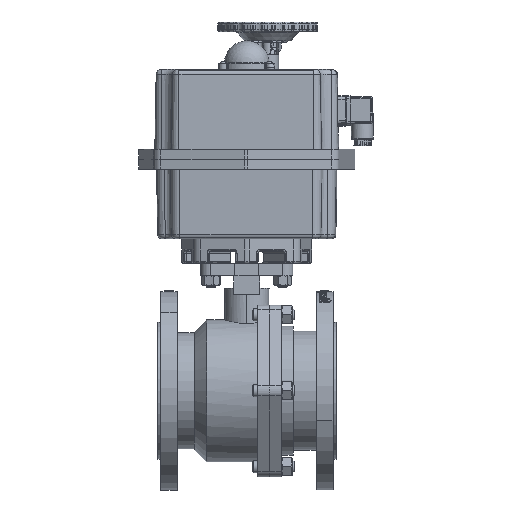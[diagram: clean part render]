
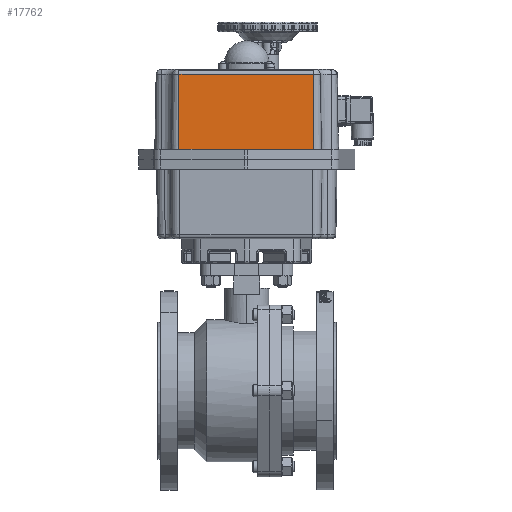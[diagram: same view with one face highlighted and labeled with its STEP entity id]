
A CAD part, left-side view. The second image highlights one B-rep face of the part: STEP entity #17762.
In plain terms, the highlighted planar face has unit normal (-1, 0.005, 0.018).
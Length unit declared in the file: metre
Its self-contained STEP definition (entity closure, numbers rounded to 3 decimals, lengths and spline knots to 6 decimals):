
#9560 = CARTESIAN_POINT ( 'NONE',  ( -0.097957, -0.07078, 0.448104 ) ) ;
#10350 = VECTOR ( 'NONE', #116607, 1. ) ;
#10758 = VERTEX_POINT ( 'NONE', #109922 ) ;
#16075 = PLANE ( 'NONE',  #88049 ) ;
#17762 = ADVANCED_FACE ( 'NONE', ( #96881 ), #16075, .T. ) ;
#23999 = CARTESIAN_POINT ( 'NONE',  ( -0.095759, 0.06503, 0.533791 ) ) ;
#29127 = CARTESIAN_POINT ( 'NONE',  ( -0.09708, 0.065037, 0.458104 ) ) ;
#35149 = ORIENTED_EDGE ( 'NONE', *, *, #35271, .F. ) ;
#35271 = EDGE_CURVE ( 'NONE', #10758, #50361, #88843, .T. ) ;
#36977 = CARTESIAN_POINT ( 'NONE',  ( -0.097783, -0.070781, 0.458104 ) ) ;
#37275 = VECTOR ( 'NONE', #49202, 1. ) ;
#37566 = LINE ( 'NONE', #36977, #56045 ) ;
#49202 = DIRECTION ( 'NONE',  ( -0.005, -1., 0. ) ) ;
#50181 = ORIENTED_EDGE ( 'NONE', *, *, #80591, .T. ) ;
#50361 = VERTEX_POINT ( 'NONE', #59249 ) ;
#56045 = VECTOR ( 'NONE', #98892, 1. ) ;
#58036 = DIRECTION ( 'NONE',  ( 0.017, 0., 1. ) ) ;
#59249 = CARTESIAN_POINT ( 'NONE',  ( -0.09708, 0.065037, 0.458104 ) ) ;
#62317 = CARTESIAN_POINT ( 'NONE',  ( -0.097783, -0.070781, 0.458104 ) ) ;
#67047 = VERTEX_POINT ( 'NONE', #67349 ) ;
#67349 = CARTESIAN_POINT ( 'NONE',  ( -0.096462, -0.070788, 0.533791 ) ) ;
#73258 = DIRECTION ( 'NONE',  ( 0.005, 1., 0. ) ) ;
#76328 = LINE ( 'NONE', #101705, #37275 ) ;
#80591 = EDGE_CURVE ( 'NONE', #10758, #67047, #37566, .T. ) ;
#83996 = LINE ( 'NONE', #29127, #113076 ) ;
#86296 = ORIENTED_EDGE ( 'NONE', *, *, #91210, .F. ) ;
#88049 = AXIS2_PLACEMENT_3D ( 'NONE', #9560, #108664, #73258 ) ;
#88843 = LINE ( 'NONE', #62317, #10350 ) ;
#91210 = EDGE_CURVE ( 'NONE', #102282, #67047, #76328, .T. ) ;
#94131 = EDGE_LOOP ( 'NONE', ( #86296, #112040, #35149, #50181 ) ) ;
#96881 = FACE_OUTER_BOUND ( 'NONE', #94131, .T. ) ;
#98892 = DIRECTION ( 'NONE',  ( 0.017, 0., 1. ) ) ;
#101705 = CARTESIAN_POINT ( 'NONE',  ( -0.095759, 0.06503, 0.533791 ) ) ;
#102282 = VERTEX_POINT ( 'NONE', #23999 ) ;
#108664 = DIRECTION ( 'NONE',  ( -1., 0.005, 0.017 ) ) ;
#109922 = CARTESIAN_POINT ( 'NONE',  ( -0.097783, -0.070781, 0.458104 ) ) ;
#111599 = EDGE_CURVE ( 'NONE', #50361, #102282, #83996, .T. ) ;
#112040 = ORIENTED_EDGE ( 'NONE', *, *, #111599, .F. ) ;
#113076 = VECTOR ( 'NONE', #58036, 1. ) ;
#116607 = DIRECTION ( 'NONE',  ( 0.005, 1., 0. ) ) ;
